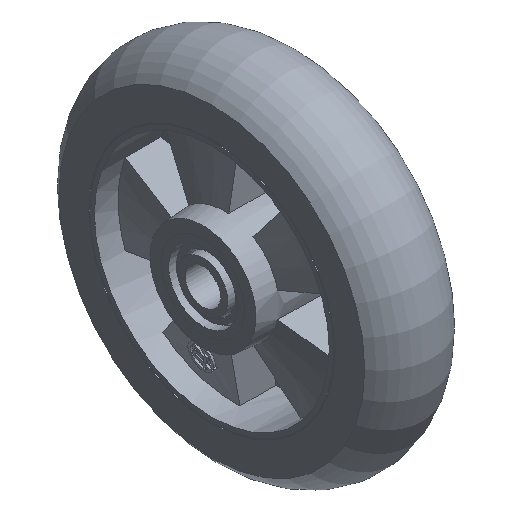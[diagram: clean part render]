
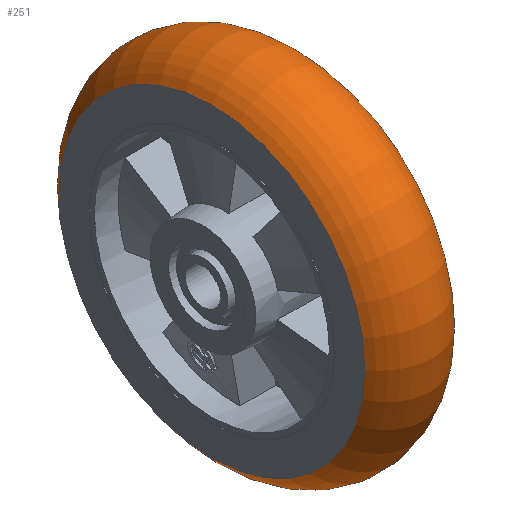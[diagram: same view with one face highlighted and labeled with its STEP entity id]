
A CAD part, isometric view. The second image highlights one B-rep face of the part: STEP entity #251.
In plain terms, the highlighted toroidal (fillet/blend) face has major radius 70 mm and minor radius 30 mm.
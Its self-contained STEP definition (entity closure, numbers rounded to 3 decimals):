
#251 = ADVANCED_FACE( '', ( #548, #549, #550 ), #551, .T. );
#548 = FACE_BOUND( '', #977, .T. );
#549 = FACE_OUTER_BOUND( '', #978, .T. );
#550 = FACE_OUTER_BOUND( '', #979, .T. );
#551 = TOROIDAL_SURFACE( '', #980, 70., 30. );
#977 = VERTEX_LOOP( '', #1521 );
#978 = EDGE_LOOP( '', ( #1522 ) );
#979 = EDGE_LOOP( '', ( #1523 ) );
#980 = AXIS2_PLACEMENT_3D( '', #1524, #1525, #1526 );
#1521 = VERTEX_POINT( '', #2355 );
#1522 = ORIENTED_EDGE( '', *, *, #2356, .T. );
#1523 = ORIENTED_EDGE( '', *, *, #2357, .F. );
#1524 = CARTESIAN_POINT( '', ( 0., 0., 0. ) );
#1525 = DIRECTION( '', ( 0., 0., -1. ) );
#1526 = DIRECTION( '', ( -1., 0., 0. ) );
#2355 = CARTESIAN_POINT( '', ( -100., 0., 0. ) );
#2356 = EDGE_CURVE( '', #2797, #2797, #2798, .T. );
#2357 = EDGE_CURVE( '', #2799, #2799, #2800, .T. );
#2797 = VERTEX_POINT( '', #3511 );
#2798 = CIRCLE( '', #3512, 86.583 );
#2799 = VERTEX_POINT( '', #3513 );
#2800 = CIRCLE( '', #3514, 86.583 );
#3511 = CARTESIAN_POINT( '', ( -86.583, 0., 25. ) );
#3512 = AXIS2_PLACEMENT_3D( '', #4328, #4329, #4330 );
#3513 = CARTESIAN_POINT( '', ( -86.583, 0., -25. ) );
#3514 = AXIS2_PLACEMENT_3D( '', #4331, #4332, #4333 );
#4328 = CARTESIAN_POINT( '', ( 0., 0., 25. ) );
#4329 = DIRECTION( '', ( 0., 0., -1. ) );
#4330 = DIRECTION( '', ( -1., 0., 0. ) );
#4331 = CARTESIAN_POINT( '', ( 0., 0., -25. ) );
#4332 = DIRECTION( '', ( 0., 0., -1. ) );
#4333 = DIRECTION( '', ( -1., 0., 0. ) );
